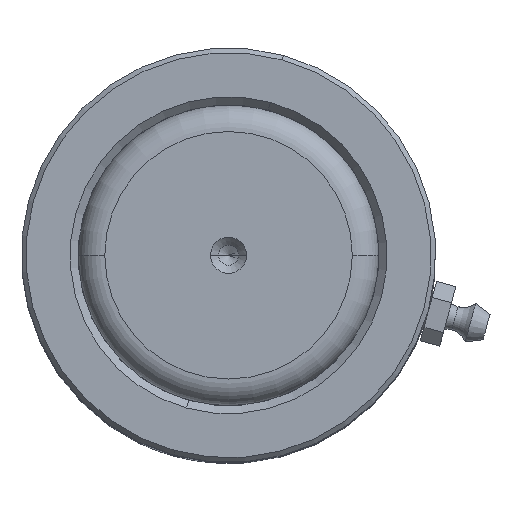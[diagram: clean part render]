
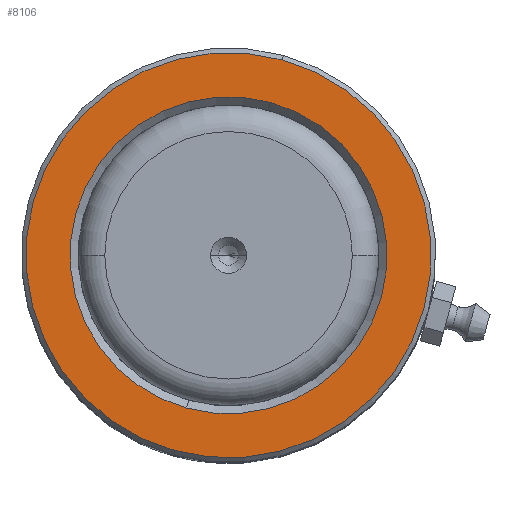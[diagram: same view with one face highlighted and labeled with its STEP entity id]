
A CAD part, top view. The second image highlights one B-rep face of the part: STEP entity #8106.
In plain terms, the highlighted planar face has unit normal (0, 0, 1).
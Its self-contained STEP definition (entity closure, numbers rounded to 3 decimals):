
#406 = DIRECTION ( 'NONE',  ( 0., 0., 1. ) ) ;
#427 = VERTEX_POINT ( 'NONE', #2957 ) ;
#616 = EDGE_CURVE ( 'NONE', #3827, #1855, #8375, .T. ) ;
#1586 = AXIS2_PLACEMENT_3D ( 'NONE', #8925, #2159, #7026 ) ;
#1855 = VERTEX_POINT ( 'NONE', #4758 ) ;
#2009 = AXIS2_PLACEMENT_3D ( 'NONE', #5596, #5730, #7731 ) ;
#2142 = EDGE_CURVE ( 'NONE', #1855, #3827, #4445, .T. ) ;
#2159 = DIRECTION ( 'NONE',  ( 0., 0., -1. ) ) ;
#2570 = CARTESIAN_POINT ( 'NONE',  ( -23.7, 0., 100. ) ) ;
#2788 = DIRECTION ( 'NONE',  ( 0., 0., -1. ) ) ;
#2957 = CARTESIAN_POINT ( 'NONE',  ( 23.7, 0., 100. ) ) ;
#3106 = EDGE_CURVE ( 'NONE', #3477, #427, #5197, .T. ) ;
#3477 = VERTEX_POINT ( 'NONE', #2570 ) ;
#3539 = PLANE ( 'NONE',  #2009 ) ;
#3827 = VERTEX_POINT ( 'NONE', #6035 ) ;
#3860 = AXIS2_PLACEMENT_3D ( 'NONE', #4836, #6905, #7546 ) ;
#3865 = DIRECTION ( 'NONE',  ( 1., 0., 0. ) ) ;
#3992 = ORIENTED_EDGE ( 'NONE', *, *, #4008, .T. ) ;
#4008 = EDGE_CURVE ( 'NONE', #427, #3477, #5415, .T. ) ;
#4445 = CIRCLE ( 'NONE', #3860, 30.3 ) ;
#4656 = CARTESIAN_POINT ( 'NONE',  ( 0., 0., 100. ) ) ;
#4694 = ORIENTED_EDGE ( 'NONE', *, *, #616, .T. ) ;
#4758 = CARTESIAN_POINT ( 'NONE',  ( -30.3, 0., 100. ) ) ;
#4836 = CARTESIAN_POINT ( 'NONE',  ( 0., 0., 100. ) ) ;
#4841 = AXIS2_PLACEMENT_3D ( 'NONE', #4656, #406, #3865 ) ;
#4885 = CARTESIAN_POINT ( 'NONE',  ( 0., 0., 100. ) ) ;
#5029 = ORIENTED_EDGE ( 'NONE', *, *, #2142, .T. ) ;
#5151 = EDGE_LOOP ( 'NONE', ( #3992, #8214 ) ) ;
#5197 = CIRCLE ( 'NONE', #1586, 23.7 ) ;
#5241 = FACE_BOUND ( 'NONE', #5151, .T. ) ;
#5415 = CIRCLE ( 'NONE', #7267, 23.7 ) ;
#5596 = CARTESIAN_POINT ( 'NONE',  ( 0., 0., 100. ) ) ;
#5730 = DIRECTION ( 'NONE',  ( 0., 0., 1. ) ) ;
#6035 = CARTESIAN_POINT ( 'NONE',  ( 30.3, 0., 100. ) ) ;
#6126 = FACE_OUTER_BOUND ( 'NONE', #9065, .T. ) ;
#6905 = DIRECTION ( 'NONE',  ( 0., 0., 1. ) ) ;
#7016 = DIRECTION ( 'NONE',  ( 1., 0., 0. ) ) ;
#7026 = DIRECTION ( 'NONE',  ( 1., 0., 0. ) ) ;
#7267 = AXIS2_PLACEMENT_3D ( 'NONE', #4885, #2788, #7016 ) ;
#7546 = DIRECTION ( 'NONE',  ( 1., 0., 0. ) ) ;
#7731 = DIRECTION ( 'NONE',  ( 1., 0., 0. ) ) ;
#8106 = ADVANCED_FACE ( 'NONE', ( #6126, #5241 ), #3539, .T. ) ;
#8214 = ORIENTED_EDGE ( 'NONE', *, *, #3106, .T. ) ;
#8375 = CIRCLE ( 'NONE', #4841, 30.3 ) ;
#8925 = CARTESIAN_POINT ( 'NONE',  ( 0., 0., 100. ) ) ;
#9065 = EDGE_LOOP ( 'NONE', ( #5029, #4694 ) ) ;
